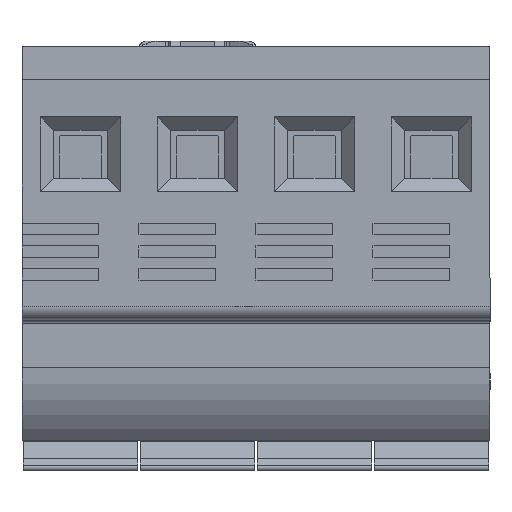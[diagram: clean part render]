
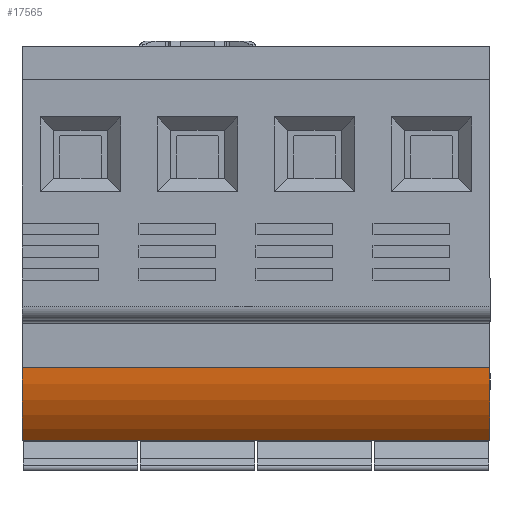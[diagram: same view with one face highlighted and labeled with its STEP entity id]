
A CAD part, top view. The second image highlights one B-rep face of the part: STEP entity #17565.
In plain terms, the highlighted cylindrical face has radius 15 mm (diameter 30 mm), a partial arc.
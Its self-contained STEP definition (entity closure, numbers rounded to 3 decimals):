
#173=CARTESIAN_POINT('',(-70.,-44.1,-10.2));
#174=DIRECTION('',(1.,0.,0.));
#175=DIRECTION('',(0.,0.,1.));
#176=AXIS2_PLACEMENT_3D('',#173,#174,#175);
#517=DIRECTION('',(1.,0.,0.));
#518=VECTOR('',#517,70.);
#519=CARTESIAN_POINT('',(-70.,-44.1,4.8));
#520=LINE('',#519,#518);
#521=DIRECTION('',(-1.,0.,0.));
#522=VECTOR('',#521,70.);
#523=CARTESIAN_POINT('',(0.,-55.,0.105));
#524=LINE('',#523,#522);
#3978=CARTESIAN_POINT('',(0.,-44.1,-10.2));
#3979=DIRECTION('',(1.,0.,0.));
#3980=DIRECTION('',(0.,0.,1.));
#3981=AXIS2_PLACEMENT_3D('',#3978,#3979,#3980);
#14513=CARTESIAN_POINT('',(-70.,-44.1,4.8));
#14514=VERTEX_POINT('',#14513);
#14519=CARTESIAN_POINT('',(-70.,-55.,0.105));
#14520=VERTEX_POINT('',#14519);
#15737=CARTESIAN_POINT('',(0.,-44.1,4.8));
#15738=VERTEX_POINT('',#15737);
#15743=CARTESIAN_POINT('',(0.,-55.,0.105));
#15744=VERTEX_POINT('',#15743);
#17552=CARTESIAN_POINT('',(-70.,-44.1,-10.2));
#17553=DIRECTION('',(1.,0.,0.));
#17554=DIRECTION('',(0.,0.,1.));
#17555=AXIS2_PLACEMENT_3D('',#17552,#17553,#17554);
#17556=CYLINDRICAL_SURFACE('',#17555,15.);
#17558=ORIENTED_EDGE('',*,*,#17557,.T.);
#17560=ORIENTED_EDGE('',*,*,#17559,.T.);
#17561=ORIENTED_EDGE('',*,*,#17543,.T.);
#17562=ORIENTED_EDGE('',*,*,#17452,.F.);
#17563=EDGE_LOOP('',(#17558,#17560,#17561,#17562));
#17564=FACE_OUTER_BOUND('',#17563,.F.);
#17565=ADVANCED_FACE('',(#17564),#17556,.T.);
#177=CIRCLE('',#176,15.);
#3982=CIRCLE('',#3981,15.);
#17452=EDGE_CURVE('',#14514,#14520,#177,.T.);
#17543=EDGE_CURVE('',#15744,#14520,#524,.T.);
#17557=EDGE_CURVE('',#14514,#15738,#520,.T.);
#17559=EDGE_CURVE('',#15738,#15744,#3982,.T.);
